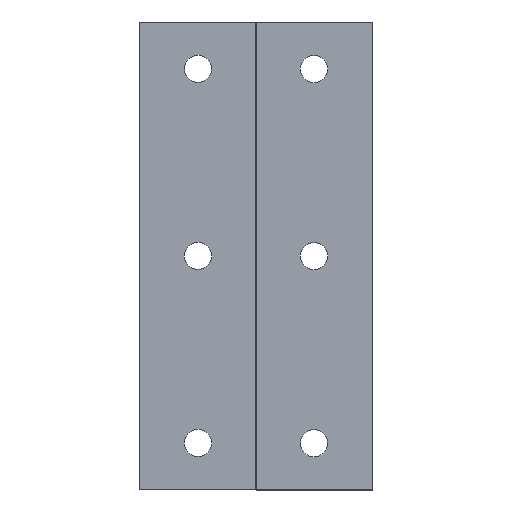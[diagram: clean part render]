
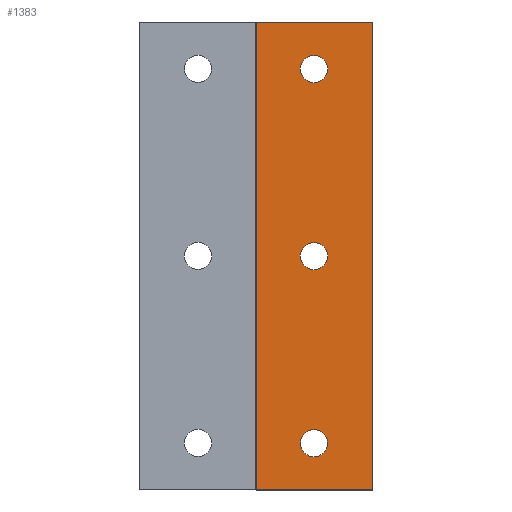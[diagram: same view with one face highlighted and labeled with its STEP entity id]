
A CAD part, top view. The second image highlights one B-rep face of the part: STEP entity #1383.
In plain terms, the highlighted planar face has unit normal (0, 0, 1).
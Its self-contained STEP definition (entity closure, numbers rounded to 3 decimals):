
#7 = EDGE_LOOP ( 'NONE', ( #695, #1051, #976, #200 ) ) ;
#66 = VECTOR ( 'NONE', #170, 1000. ) ;
#72 = VECTOR ( 'NONE', #502, 1000. ) ;
#91 = CARTESIAN_POINT ( 'NONE',  ( 0., 0., 1.35 ) ) ;
#124 = CARTESIAN_POINT ( 'NONE',  ( 8., 32.25, 1.35 ) ) ;
#128 = CIRCLE ( 'NONE', #840, 1.875 ) ;
#157 = CIRCLE ( 'NONE', #1092, 1.875 ) ;
#167 = EDGE_CURVE ( 'NONE', #639, #1291, #361, .T. ) ;
#170 = DIRECTION ( 'NONE',  ( 0., -1., 0. ) ) ;
#186 = EDGE_CURVE ( 'NONE', #1306, #639, #937, .T. ) ;
#200 = ORIENTED_EDGE ( 'NONE', *, *, #1135, .T. ) ;
#226 = CARTESIAN_POINT ( 'NONE',  ( 8., 58.05, 1.35 ) ) ;
#230 = VERTEX_POINT ( 'NONE', #391 ) ;
#264 = ORIENTED_EDGE ( 'NONE', *, *, #468, .F. ) ;
#276 = CARTESIAN_POINT ( 'NONE',  ( 0., 0., 1.35 ) ) ;
#280 = DIRECTION ( 'NONE',  ( 0., 0., 1. ) ) ;
#302 = EDGE_CURVE ( 'NONE', #485, #1323, #157, .T. ) ;
#310 = CARTESIAN_POINT ( 'NONE',  ( 9.875, 6.45, 1.35 ) ) ;
#312 = VERTEX_POINT ( 'NONE', #91 ) ;
#317 = ORIENTED_EDGE ( 'NONE', *, *, #808, .F. ) ;
#319 = CARTESIAN_POINT ( 'NONE',  ( 6.125, 58.05, 1.35 ) ) ;
#350 = ORIENTED_EDGE ( 'NONE', *, *, #302, .F. ) ;
#355 = DIRECTION ( 'NONE',  ( -1., 0., 0. ) ) ;
#361 = LINE ( 'NONE', #378, #66 ) ;
#378 = CARTESIAN_POINT ( 'NONE',  ( 16., 64.5, 1.35 ) ) ;
#381 = DIRECTION ( 'NONE',  ( 1., 0., 0. ) ) ;
#388 = CARTESIAN_POINT ( 'NONE',  ( 9.875, 32.25, 1.35 ) ) ;
#391 = CARTESIAN_POINT ( 'NONE',  ( 6.125, 6.45, 1.35 ) ) ;
#396 = CARTESIAN_POINT ( 'NONE',  ( 8., 6.45, 1.35 ) ) ;
#399 = FACE_BOUND ( 'NONE', #1094, .T. ) ;
#402 = VERTEX_POINT ( 'NONE', #310 ) ;
#413 = CIRCLE ( 'NONE', #1117, 1.875 ) ;
#435 = FACE_BOUND ( 'NONE', #1319, .T. ) ;
#436 = LINE ( 'NONE', #620, #72 ) ;
#444 = CARTESIAN_POINT ( 'NONE',  ( 16., 64.5, 1.35 ) ) ;
#452 = AXIS2_PLACEMENT_3D ( 'NONE', #396, #280, #1241 ) ;
#457 = CARTESIAN_POINT ( 'NONE',  ( 9.875, 58.05, 1.35 ) ) ;
#464 = DIRECTION ( 'NONE',  ( -1., 0., 0. ) ) ;
#468 = EDGE_CURVE ( 'NONE', #1323, #485, #413, .T. ) ;
#471 = PLANE ( 'NONE',  #1162 ) ;
#485 = VERTEX_POINT ( 'NONE', #319 ) ;
#502 = DIRECTION ( 'NONE',  ( 0., -1., 0. ) ) ;
#503 = DIRECTION ( 'NONE',  ( 1., 0., 0. ) ) ;
#524 = CARTESIAN_POINT ( 'NONE',  ( 6.125, 32.25, 1.35 ) ) ;
#532 = CARTESIAN_POINT ( 'NONE',  ( 8., 32.25, 1.35 ) ) ;
#549 = FACE_BOUND ( 'NONE', #1336, .T. ) ;
#599 = CIRCLE ( 'NONE', #874, 1.875 ) ;
#611 = CARTESIAN_POINT ( 'NONE',  ( 8., 58.05, 1.35 ) ) ;
#620 = CARTESIAN_POINT ( 'NONE',  ( 0., 64.5, 1.35 ) ) ;
#622 = DIRECTION ( 'NONE',  ( 0., 0., 1. ) ) ;
#639 = VERTEX_POINT ( 'NONE', #444 ) ;
#666 = CARTESIAN_POINT ( 'NONE',  ( 0., 64.5, 1.35 ) ) ;
#668 = EDGE_CURVE ( 'NONE', #230, #402, #728, .T. ) ;
#676 = DIRECTION ( 'NONE',  ( 0., 0., 1. ) ) ;
#695 = ORIENTED_EDGE ( 'NONE', *, *, #738, .T. ) ;
#721 = FACE_OUTER_BOUND ( 'NONE', #7, .T. ) ;
#728 = CIRCLE ( 'NONE', #452, 1.875 ) ;
#732 = DIRECTION ( 'NONE',  ( 0., 0., 1. ) ) ;
#736 = DIRECTION ( 'NONE',  ( -1., 0., 0. ) ) ;
#738 = EDGE_CURVE ( 'NONE', #312, #1291, #1015, .T. ) ;
#808 = EDGE_CURVE ( 'NONE', #402, #230, #599, .T. ) ;
#840 = AXIS2_PLACEMENT_3D ( 'NONE', #532, #1070, #1077 ) ;
#869 = ORIENTED_EDGE ( 'NONE', *, *, #668, .F. ) ;
#874 = AXIS2_PLACEMENT_3D ( 'NONE', #1261, #732, #1053 ) ;
#880 = DIRECTION ( 'NONE',  ( -1., 0., 0. ) ) ;
#891 = ORIENTED_EDGE ( 'NONE', *, *, #948, .F. ) ;
#908 = DIRECTION ( 'NONE',  ( 0., 0., -1. ) ) ;
#916 = VERTEX_POINT ( 'NONE', #524 ) ;
#937 = LINE ( 'NONE', #1342, #1219 ) ;
#948 = EDGE_CURVE ( 'NONE', #916, #1090, #128, .T. ) ;
#968 = DIRECTION ( 'NONE',  ( 0., 0., 1. ) ) ;
#976 = ORIENTED_EDGE ( 'NONE', *, *, #186, .F. ) ;
#1015 = LINE ( 'NONE', #276, #1376 ) ;
#1020 = CARTESIAN_POINT ( 'NONE',  ( 0., 64.5, 1.35 ) ) ;
#1051 = ORIENTED_EDGE ( 'NONE', *, *, #167, .F. ) ;
#1053 = DIRECTION ( 'NONE',  ( -1., 0., 0. ) ) ;
#1060 = CIRCLE ( 'NONE', #1308, 1.875 ) ;
#1064 = EDGE_CURVE ( 'NONE', #1090, #916, #1060, .T. ) ;
#1070 = DIRECTION ( 'NONE',  ( 0., 0., 1. ) ) ;
#1077 = DIRECTION ( 'NONE',  ( -1., 0., 0. ) ) ;
#1090 = VERTEX_POINT ( 'NONE', #388 ) ;
#1092 = AXIS2_PLACEMENT_3D ( 'NONE', #611, #622, #736 ) ;
#1094 = EDGE_LOOP ( 'NONE', ( #891, #1391 ) ) ;
#1117 = AXIS2_PLACEMENT_3D ( 'NONE', #226, #968, #880 ) ;
#1135 = EDGE_CURVE ( 'NONE', #1306, #312, #436, .T. ) ;
#1162 = AXIS2_PLACEMENT_3D ( 'NONE', #1020, #908, #464 ) ;
#1201 = CARTESIAN_POINT ( 'NONE',  ( 16., 0., 1.35 ) ) ;
#1219 = VECTOR ( 'NONE', #381, 1000. ) ;
#1241 = DIRECTION ( 'NONE',  ( -1., 0., 0. ) ) ;
#1261 = CARTESIAN_POINT ( 'NONE',  ( 8., 6.45, 1.35 ) ) ;
#1291 = VERTEX_POINT ( 'NONE', #1201 ) ;
#1306 = VERTEX_POINT ( 'NONE', #666 ) ;
#1308 = AXIS2_PLACEMENT_3D ( 'NONE', #124, #676, #355 ) ;
#1319 = EDGE_LOOP ( 'NONE', ( #869, #317 ) ) ;
#1323 = VERTEX_POINT ( 'NONE', #457 ) ;
#1336 = EDGE_LOOP ( 'NONE', ( #350, #264 ) ) ;
#1342 = CARTESIAN_POINT ( 'NONE',  ( 0., 64.5, 1.35 ) ) ;
#1376 = VECTOR ( 'NONE', #503, 1000. ) ;
#1383 = ADVANCED_FACE ( 'NONE', ( #549, #435, #399, #721 ), #471, .F. ) ;
#1391 = ORIENTED_EDGE ( 'NONE', *, *, #1064, .F. ) ;
